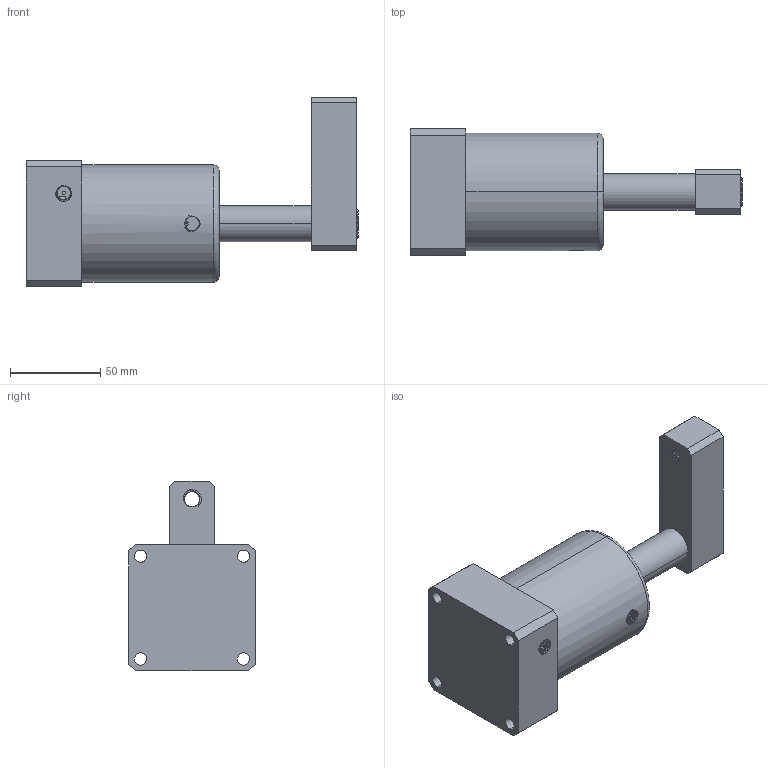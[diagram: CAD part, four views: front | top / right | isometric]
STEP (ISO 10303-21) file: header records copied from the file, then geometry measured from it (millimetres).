
FILE_DESCRIPTION (( 'STEP AP203' ), '1' );
FILE_NAME ('ASC-50S-E.STEP', '2019-05-16T06:22:13', ( 'User' ), ( 'china' ), 'SwSTEP 2.0', 'SolidWorks 2018', '' );
FILE_SCHEMA (( 'CONFIG_CONTROL_DESIGN' ));
Length unit declared in the file: millimetre
Products named in the file (5): ASC-50EBT_1; 50S-E活塞杆; ASC-50SYB_1; M10LC_1; ASC-50S-E
Assembly tree (4 placements, depth 2):
  ASC-50S-E
    ASC-50EBT_1
    50S-E活塞杆
    ASC-50SYB_1
    M10LC_1
Bounding box: 184 x 70 x 105 mm (x, y, z)
Volume: 371142.5 mm3; surface area: 78012.3 mm2
Topology: 4 solids, 4 shells, 275 faces, 858 edges, 600 vertices
Faces by surface type: cylinder 147, bspline 43, plane 42, cone 37, torus 6
Entity records: 44942 total; most frequent: CARTESIAN_POINT 37888, ORIENTED_EDGE 1712, EDGE_CURVE 856, DIRECTION 831, VERTEX_POINT 600, B_SPLINE_CURVE_WITH_KNOTS 561, EDGE_LOOP 300, AXIS2_PLACEMENT_3D 297
